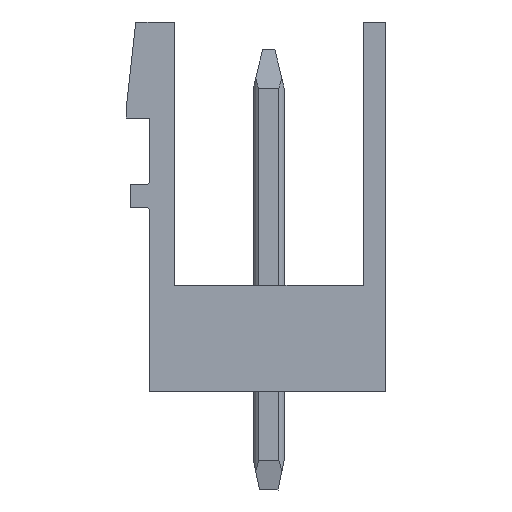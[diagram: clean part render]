
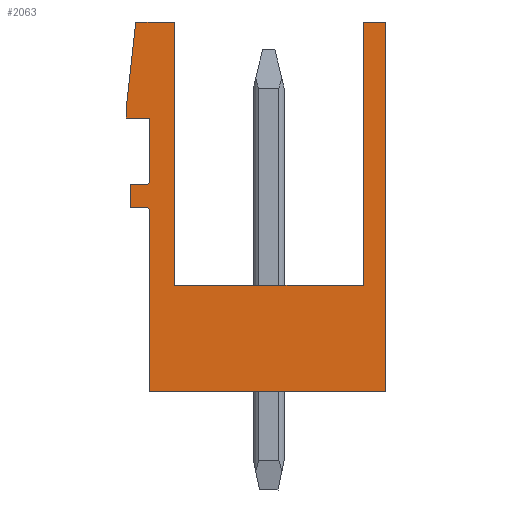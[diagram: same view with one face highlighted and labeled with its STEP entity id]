
A CAD part, left-side view. The second image highlights one B-rep face of the part: STEP entity #2063.
In plain terms, the highlighted planar face has unit normal (-1, 0, 0).
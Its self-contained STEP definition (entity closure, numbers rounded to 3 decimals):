
#1698=AXIS2_PLACEMENT_3D('Circle Axis2P3D',#1696,#1697,$) ;
#1794=AXIS2_PLACEMENT_3D('Circle Axis2P3D',#1792,#1793,$) ;
#2032=AXIS2_PLACEMENT_3D('Plane Axis2P3D',#2029,#2030,#2031) ;
#89=CARTESIAN_POINT('Vertex',(0.,6.86,6.65)) ;
#92=CARTESIAN_POINT('Line Origine',(0.,3.795,6.65)) ;
#96=CARTESIAN_POINT('Vertex',(0.,0.73,6.65)) ;
#1586=CARTESIAN_POINT('Line Origine',(0.,0.73,10.925)) ;
#1590=CARTESIAN_POINT('Vertex',(0.,0.73,15.2)) ;
#1669=CARTESIAN_POINT('Vertex',(0.,7.68,3.2)) ;
#1672=CARTESIAN_POINT('Line Origine',(0.,7.68,6.14)) ;
#1676=CARTESIAN_POINT('Vertex',(0.,7.68,9.08)) ;
#1696=CARTESIAN_POINT('Axis2P3D Location',(0.,7.78,9.08)) ;
#1700=CARTESIAN_POINT('Vertex',(0.,7.78,9.18)) ;
#1720=CARTESIAN_POINT('Line Origine',(0.,8.04,9.18)) ;
#1724=CARTESIAN_POINT('Vertex',(0.,8.3,9.18)) ;
#1744=CARTESIAN_POINT('Line Origine',(0.,8.3,9.555)) ;
#1748=CARTESIAN_POINT('Vertex',(0.,8.3,9.93)) ;
#1768=CARTESIAN_POINT('Line Origine',(0.,8.04,9.93)) ;
#1772=CARTESIAN_POINT('Vertex',(0.,7.78,9.93)) ;
#1792=CARTESIAN_POINT('Axis2P3D Location',(0.,7.78,10.03)) ;
#1796=CARTESIAN_POINT('Vertex',(0.,7.68,10.03)) ;
#1811=CARTESIAN_POINT('Line Origine',(0.,7.68,11.055)) ;
#1815=CARTESIAN_POINT('Vertex',(0.,7.68,12.08)) ;
#1835=CARTESIAN_POINT('Line Origine',(0.,8.055,12.08)) ;
#1839=CARTESIAN_POINT('Vertex',(0.,8.43,12.08)) ;
#1859=CARTESIAN_POINT('Line Origine',(0.,8.43,12.24)) ;
#1863=CARTESIAN_POINT('Vertex',(0.,8.43,12.4)) ;
#1883=CARTESIAN_POINT('Line Origine',(0.,8.275,13.8)) ;
#1887=CARTESIAN_POINT('Vertex',(0.,8.12,15.2)) ;
#1907=CARTESIAN_POINT('Line Origine',(0.,7.49,15.2)) ;
#1911=CARTESIAN_POINT('Vertex',(0.,6.86,15.2)) ;
#1926=CARTESIAN_POINT('Line Origine',(0.,0.365,15.2)) ;
#1930=CARTESIAN_POINT('Vertex',(0.,0.,15.2)) ;
#1950=CARTESIAN_POINT('Line Origine',(0.,0.,9.2)) ;
#1954=CARTESIAN_POINT('Vertex',(0.,0.,3.2)) ;
#2029=CARTESIAN_POINT('Axis2P3D Location',(0.,0.,0.)) ;
#2034=CARTESIAN_POINT('Line Origine',(0.,3.84,3.2)) ;
#2039=CARTESIAN_POINT('Line Origine',(0.,6.86,10.925)) ;
#93=DIRECTION('Vector Direction',(0.,-1.,0.)) ;
#1587=DIRECTION('Vector Direction',(0.,0.,-1.)) ;
#1673=DIRECTION('Vector Direction',(0.,0.,1.)) ;
#1697=DIRECTION('Axis2P3D Direction',(-1.,0.,0.)) ;
#1721=DIRECTION('Vector Direction',(0.,-1.,0.)) ;
#1745=DIRECTION('Vector Direction',(0.,0.,-1.)) ;
#1769=DIRECTION('Vector Direction',(0.,1.,0.)) ;
#1793=DIRECTION('Axis2P3D Direction',(-1.,0.,0.)) ;
#1812=DIRECTION('Vector Direction',(0.,0.,-1.)) ;
#1836=DIRECTION('Vector Direction',(0.,-1.,0.)) ;
#1860=DIRECTION('Vector Direction',(0.,0.,-1.)) ;
#1884=DIRECTION('Vector Direction',(0.,0.11,-0.994)) ;
#1908=DIRECTION('Vector Direction',(0.,-1.,0.)) ;
#1927=DIRECTION('Vector Direction',(0.,1.,0.)) ;
#1951=DIRECTION('Vector Direction',(0.,0.,1.)) ;
#2030=DIRECTION('Axis2P3D Direction',(-1.,0.,0.)) ;
#2031=DIRECTION('Axis2P3D XDirection',(0.,0.,1.)) ;
#2035=DIRECTION('Vector Direction',(0.,1.,0.)) ;
#2040=DIRECTION('Vector Direction',(0.,0.,1.)) ;
#94=VECTOR('Line Direction',#93,1.) ;
#1588=VECTOR('Line Direction',#1587,1.) ;
#1674=VECTOR('Line Direction',#1673,1.) ;
#1722=VECTOR('Line Direction',#1721,1.) ;
#1746=VECTOR('Line Direction',#1745,1.) ;
#1770=VECTOR('Line Direction',#1769,1.) ;
#1813=VECTOR('Line Direction',#1812,1.) ;
#1837=VECTOR('Line Direction',#1836,1.) ;
#1861=VECTOR('Line Direction',#1860,1.) ;
#1885=VECTOR('Line Direction',#1884,1.) ;
#1909=VECTOR('Line Direction',#1908,1.) ;
#1928=VECTOR('Line Direction',#1927,1.) ;
#1952=VECTOR('Line Direction',#1951,1.) ;
#2036=VECTOR('Line Direction',#2035,1.) ;
#2041=VECTOR('Line Direction',#2040,1.) ;
#2045=ORIENTED_EDGE('',*,*,#2038,.T.) ;
#2046=ORIENTED_EDGE('',*,*,#1956,.T.) ;
#2047=ORIENTED_EDGE('',*,*,#1932,.T.) ;
#2048=ORIENTED_EDGE('',*,*,#1592,.T.) ;
#2049=ORIENTED_EDGE('',*,*,#98,.T.) ;
#2050=ORIENTED_EDGE('',*,*,#2043,.T.) ;
#2051=ORIENTED_EDGE('',*,*,#1913,.T.) ;
#2052=ORIENTED_EDGE('',*,*,#1889,.T.) ;
#2053=ORIENTED_EDGE('',*,*,#1865,.T.) ;
#2054=ORIENTED_EDGE('',*,*,#1841,.T.) ;
#2055=ORIENTED_EDGE('',*,*,#1817,.T.) ;
#2056=ORIENTED_EDGE('',*,*,#1798,.T.) ;
#2057=ORIENTED_EDGE('',*,*,#1774,.T.) ;
#2058=ORIENTED_EDGE('',*,*,#1750,.T.) ;
#2059=ORIENTED_EDGE('',*,*,#1726,.T.) ;
#2060=ORIENTED_EDGE('',*,*,#1702,.T.) ;
#2061=ORIENTED_EDGE('',*,*,#1678,.T.) ;
#2063=ADVANCED_FACE('Housing',(#2062),#2033,.T.) ;
#1699=CIRCLE('generated circle',#1698,0.1) ;
#1795=CIRCLE('generated circle',#1794,0.1) ;
#98=EDGE_CURVE('',#97,#90,#95,.F.) ;
#1592=EDGE_CURVE('',#1591,#97,#1589,.T.) ;
#1678=EDGE_CURVE('',#1677,#1670,#1675,.F.) ;
#1702=EDGE_CURVE('',#1701,#1677,#1699,.F.) ;
#1726=EDGE_CURVE('',#1725,#1701,#1723,.T.) ;
#1750=EDGE_CURVE('',#1749,#1725,#1747,.T.) ;
#1774=EDGE_CURVE('',#1773,#1749,#1771,.T.) ;
#1798=EDGE_CURVE('',#1797,#1773,#1795,.F.) ;
#1817=EDGE_CURVE('',#1816,#1797,#1814,.T.) ;
#1841=EDGE_CURVE('',#1840,#1816,#1838,.T.) ;
#1865=EDGE_CURVE('',#1864,#1840,#1862,.T.) ;
#1889=EDGE_CURVE('',#1888,#1864,#1886,.T.) ;
#1913=EDGE_CURVE('',#1912,#1888,#1910,.F.) ;
#1932=EDGE_CURVE('',#1931,#1591,#1929,.T.) ;
#1956=EDGE_CURVE('',#1955,#1931,#1953,.T.) ;
#2038=EDGE_CURVE('',#1670,#1955,#2037,.F.) ;
#2043=EDGE_CURVE('',#90,#1912,#2042,.T.) ;
#2044=EDGE_LOOP('',(#2045,#2046,#2047,#2048,#2049,#2050,#2051,#2052,#2053,#2054,#2055,#2056,#2057,#2058,#2059,#2060,#2061)) ;
#2062=FACE_OUTER_BOUND('',#2044,.T.) ;
#95=LINE('Line',#92,#94) ;
#1589=LINE('Line',#1586,#1588) ;
#1675=LINE('Line',#1672,#1674) ;
#1723=LINE('Line',#1720,#1722) ;
#1747=LINE('Line',#1744,#1746) ;
#1771=LINE('Line',#1768,#1770) ;
#1814=LINE('Line',#1811,#1813) ;
#1838=LINE('Line',#1835,#1837) ;
#1862=LINE('Line',#1859,#1861) ;
#1886=LINE('Line',#1883,#1885) ;
#1910=LINE('Line',#1907,#1909) ;
#1929=LINE('Line',#1926,#1928) ;
#1953=LINE('Line',#1950,#1952) ;
#2037=LINE('Line',#2034,#2036) ;
#2042=LINE('Line',#2039,#2041) ;
#2033=PLANE('',#2032) ;
#90=VERTEX_POINT('',#89) ;
#97=VERTEX_POINT('',#96) ;
#1591=VERTEX_POINT('',#1590) ;
#1670=VERTEX_POINT('',#1669) ;
#1677=VERTEX_POINT('',#1676) ;
#1701=VERTEX_POINT('',#1700) ;
#1725=VERTEX_POINT('',#1724) ;
#1749=VERTEX_POINT('',#1748) ;
#1773=VERTEX_POINT('',#1772) ;
#1797=VERTEX_POINT('',#1796) ;
#1816=VERTEX_POINT('',#1815) ;
#1840=VERTEX_POINT('',#1839) ;
#1864=VERTEX_POINT('',#1863) ;
#1888=VERTEX_POINT('',#1887) ;
#1912=VERTEX_POINT('',#1911) ;
#1931=VERTEX_POINT('',#1930) ;
#1955=VERTEX_POINT('',#1954) ;
